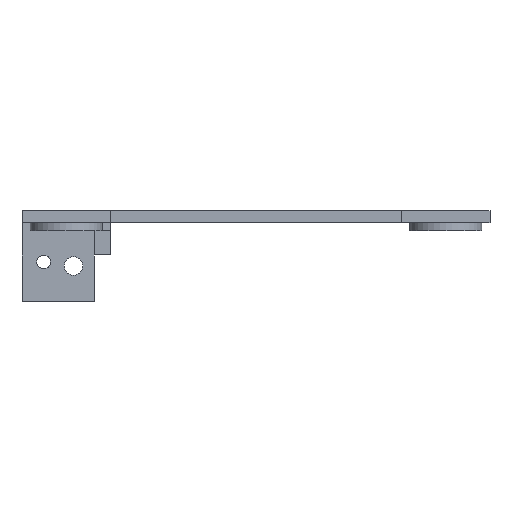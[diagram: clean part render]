
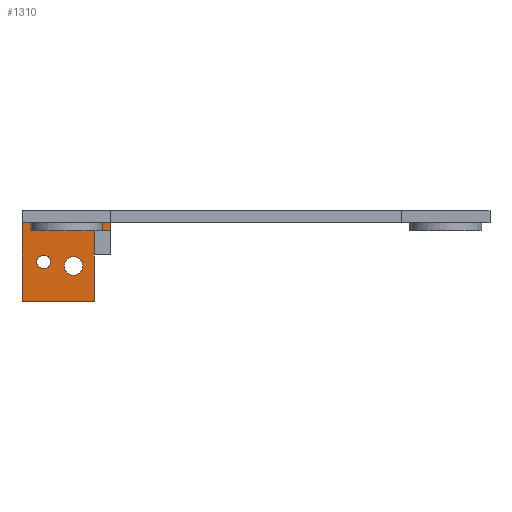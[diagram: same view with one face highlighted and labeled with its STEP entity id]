
A CAD part, front view. The second image highlights one B-rep face of the part: STEP entity #1310.
In plain terms, the highlighted planar face has unit normal (0, -1, 0).
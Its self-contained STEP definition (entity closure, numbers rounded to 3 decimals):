
#13 = CARTESIAN_POINT ( 'NONE',  ( -73.124, 183.501, -10.75 ) ) ;
#20 = DIRECTION ( 'NONE',  ( 0., 0., -1. ) ) ;
#24 = LINE ( 'NONE', #662, #485 ) ;
#42 = DIRECTION ( 'NONE',  ( 1., 0., 0. ) ) ;
#50 = CARTESIAN_POINT ( 'NONE',  ( -68., 183.501, -2. ) ) ;
#77 = LINE ( 'NONE', #354, #756 ) ;
#78 = CIRCLE ( 'NONE', #1029, 2.3 ) ;
#103 = CARTESIAN_POINT ( 'NONE',  ( -73.124, 183.501, -10.75 ) ) ;
#107 = ORIENTED_EDGE ( 'NONE', *, *, #221, .F. ) ;
#120 = ORIENTED_EDGE ( 'NONE', *, *, #529, .F. ) ;
#124 = VECTOR ( 'NONE', #42, 1000. ) ;
#135 = CARTESIAN_POINT ( 'NONE',  ( -68., 183.501, -19.5 ) ) ;
#145 = LINE ( 'NONE', #434, #1256 ) ;
#146 = CARTESIAN_POINT ( 'NONE',  ( -86., 183.501, 0. ) ) ;
#211 = AXIS2_PLACEMENT_3D ( 'NONE', #374, #899, #684 ) ;
#218 = FACE_BOUND ( 'NONE', #254, .T. ) ;
#221 = EDGE_CURVE ( 'NONE', #1178, #1182, #983, .T. ) ;
#236 = ORIENTED_EDGE ( 'NONE', *, *, #1189, .T. ) ;
#250 = CIRCLE ( 'NONE', #211, 1.7 ) ;
#254 = EDGE_LOOP ( 'NONE', ( #635, #686 ) ) ;
#259 = EDGE_CURVE ( 'NONE', #1333, #1065, #1360, .T. ) ;
#271 = DIRECTION ( 'NONE',  ( 0., 0., 1. ) ) ;
#280 = EDGE_CURVE ( 'NONE', #847, #665, #250, .T. ) ;
#301 = CARTESIAN_POINT ( 'NONE',  ( -86., 183.501, -19.5 ) ) ;
#308 = DIRECTION ( 'NONE',  ( -1., 0., 0. ) ) ;
#319 = ORIENTED_EDGE ( 'NONE', *, *, #832, .T. ) ;
#327 = DIRECTION ( 'NONE',  ( 0., 0., -1. ) ) ;
#354 = CARTESIAN_POINT ( 'NONE',  ( -86., 183.501, -19.5 ) ) ;
#360 = CIRCLE ( 'NONE', #833, 1.7 ) ;
#369 = VERTEX_POINT ( 'NONE', #50 ) ;
#374 = CARTESIAN_POINT ( 'NONE',  ( -80.598, 183.501, -9.75 ) ) ;
#375 = CARTESIAN_POINT ( 'NONE',  ( -86., 183.501, 0. ) ) ;
#377 = EDGE_CURVE ( 'NONE', #1016, #1065, #1093, .T. ) ;
#389 = DIRECTION ( 'NONE',  ( 0., 0., -1. ) ) ;
#413 = CARTESIAN_POINT ( 'NONE',  ( -68., 183.501, -2. ) ) ;
#432 = VECTOR ( 'NONE', #308, 1000. ) ;
#434 = CARTESIAN_POINT ( 'NONE',  ( -68., 183.501, -19.5 ) ) ;
#438 = CARTESIAN_POINT ( 'NONE',  ( -80.598, 183.501, -8.05 ) ) ;
#444 = DIRECTION ( 'NONE',  ( 0., 0., 1. ) ) ;
#485 = VECTOR ( 'NONE', #444, 1000. ) ;
#495 = DIRECTION ( 'NONE',  ( 1., 0., 0. ) ) ;
#529 = EDGE_CURVE ( 'NONE', #1333, #369, #1021, .T. ) ;
#635 = ORIENTED_EDGE ( 'NONE', *, *, #280, .F. ) ;
#659 = DIRECTION ( 'NONE',  ( 0., -1., 0. ) ) ;
#661 = EDGE_CURVE ( 'NONE', #1182, #1178, #78, .T. ) ;
#662 = CARTESIAN_POINT ( 'NONE',  ( -86., 183.501, -19.5 ) ) ;
#665 = VERTEX_POINT ( 'NONE', #438 ) ;
#674 = CARTESIAN_POINT ( 'NONE',  ( -80.598, 183.501, -9.75 ) ) ;
#684 = DIRECTION ( 'NONE',  ( 0., 0., -1. ) ) ;
#686 = ORIENTED_EDGE ( 'NONE', *, *, #701, .F. ) ;
#701 = EDGE_CURVE ( 'NONE', #665, #847, #360, .T. ) ;
#724 = DIRECTION ( 'NONE',  ( 0., 0., -1. ) ) ;
#743 = DIRECTION ( 'NONE',  ( 0., 0., 1. ) ) ;
#744 = AXIS2_PLACEMENT_3D ( 'NONE', #13, #659, #20 ) ;
#756 = VECTOR ( 'NONE', #495, 1000. ) ;
#763 = VECTOR ( 'NONE', #743, 1000. ) ;
#774 = CARTESIAN_POINT ( 'NONE',  ( -70.824, 183.501, -10.75 ) ) ;
#832 = EDGE_CURVE ( 'NONE', #1288, #1118, #77, .T. ) ;
#833 = AXIS2_PLACEMENT_3D ( 'NONE', #674, #888, #389 ) ;
#846 = CARTESIAN_POINT ( 'NONE',  ( -64., 183.501, -2. ) ) ;
#847 = VERTEX_POINT ( 'NONE', #911 ) ;
#865 = EDGE_LOOP ( 'NONE', ( #1252, #957, #319, #236, #120, #1141 ) ) ;
#872 = ORIENTED_EDGE ( 'NONE', *, *, #661, .F. ) ;
#888 = DIRECTION ( 'NONE',  ( 0., -1., 0. ) ) ;
#899 = DIRECTION ( 'NONE',  ( 0., -1., 0. ) ) ;
#911 = CARTESIAN_POINT ( 'NONE',  ( -80.598, 183.501, -11.45 ) ) ;
#946 = DIRECTION ( 'NONE',  ( 0., -1., 0. ) ) ;
#947 = DIRECTION ( 'NONE',  ( 0., -1., 0. ) ) ;
#957 = ORIENTED_EDGE ( 'NONE', *, *, #1152, .F. ) ;
#983 = CIRCLE ( 'NONE', #744, 2.3 ) ;
#1016 = VERTEX_POINT ( 'NONE', #375 ) ;
#1021 = LINE ( 'NONE', #413, #432 ) ;
#1029 = AXIS2_PLACEMENT_3D ( 'NONE', #103, #947, #327 ) ;
#1035 = CARTESIAN_POINT ( 'NONE',  ( -64., 183.501, -2. ) ) ;
#1065 = VERTEX_POINT ( 'NONE', #1163 ) ;
#1072 = EDGE_LOOP ( 'NONE', ( #872, #107 ) ) ;
#1092 = CARTESIAN_POINT ( 'NONE',  ( -75.424, 183.501, -10.75 ) ) ;
#1093 = LINE ( 'NONE', #146, #124 ) ;
#1118 = VERTEX_POINT ( 'NONE', #135 ) ;
#1131 = PLANE ( 'NONE',  #1257 ) ;
#1141 = ORIENTED_EDGE ( 'NONE', *, *, #259, .T. ) ;
#1152 = EDGE_CURVE ( 'NONE', #1288, #1016, #24, .T. ) ;
#1163 = CARTESIAN_POINT ( 'NONE',  ( -64., 183.501, 0. ) ) ;
#1178 = VERTEX_POINT ( 'NONE', #774 ) ;
#1182 = VERTEX_POINT ( 'NONE', #1092 ) ;
#1189 = EDGE_CURVE ( 'NONE', #1118, #369, #145, .T. ) ;
#1232 = FACE_OUTER_BOUND ( 'NONE', #865, .T. ) ;
#1252 = ORIENTED_EDGE ( 'NONE', *, *, #377, .F. ) ;
#1256 = VECTOR ( 'NONE', #271, 1000. ) ;
#1257 = AXIS2_PLACEMENT_3D ( 'NONE', #301, #946, #724 ) ;
#1261 = FACE_BOUND ( 'NONE', #1072, .T. ) ;
#1288 = VERTEX_POINT ( 'NONE', #1335 ) ;
#1310 = ADVANCED_FACE ( 'NONE', ( #218, #1261, #1232 ), #1131, .T. ) ;
#1333 = VERTEX_POINT ( 'NONE', #1035 ) ;
#1335 = CARTESIAN_POINT ( 'NONE',  ( -86., 183.501, -19.5 ) ) ;
#1360 = LINE ( 'NONE', #846, #763 ) ;
